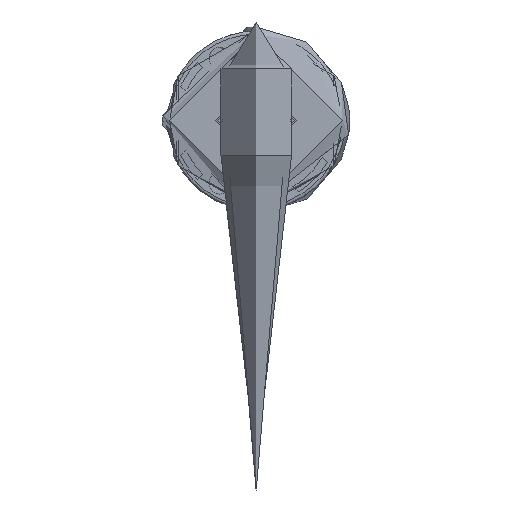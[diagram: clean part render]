
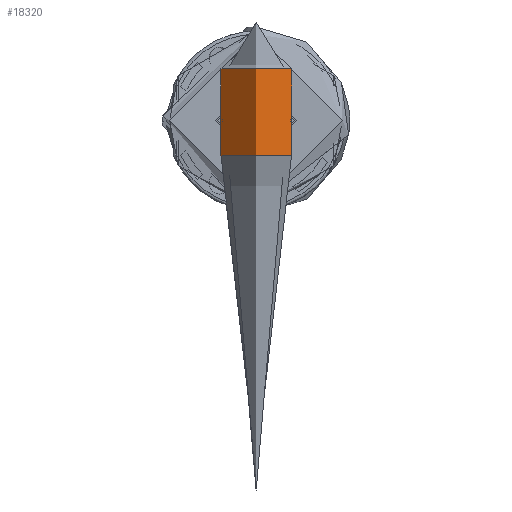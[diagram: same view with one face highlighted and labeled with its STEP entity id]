
A CAD part, left-side view. The second image highlights one B-rep face of the part: STEP entity #18320.
In plain terms, the highlighted cylindrical face has radius 9.8 mm (diameter 19.6 mm), a full revolution.
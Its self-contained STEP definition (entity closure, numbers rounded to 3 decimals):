
#242 = CIRCLE ( 'NONE', #2488, 9.8 ) ;
#291 = ORIENTED_EDGE ( 'NONE', *, *, #9307, .F. ) ;
#639 = CYLINDRICAL_SURFACE ( 'NONE', #12113, 9.8 ) ;
#972 = CARTESIAN_POINT ( 'NONE',  ( 4.638, 0., 40.4 ) ) ;
#1301 = ORIENTED_EDGE ( 'NONE', *, *, #7786, .T. ) ;
#1535 = DIRECTION ( 'NONE',  ( 0., 0., 1. ) ) ;
#1572 = CARTESIAN_POINT ( 'NONE',  ( -15.541, -9.8, 44.459 ) ) ;
#2488 = AXIS2_PLACEMENT_3D ( 'NONE', #6560, #9671, #3456 ) ;
#3201 = CARTESIAN_POINT ( 'NONE',  ( 4.638, 0., 50.2 ) ) ;
#3309 = AXIS2_PLACEMENT_3D ( 'NONE', #3201, #13764, #16822 ) ;
#3420 = EDGE_CURVE ( 'NONE', #9631, #9631, #242, .T. ) ;
#3456 = DIRECTION ( 'NONE',  ( 0., 0., -1. ) ) ;
#3986 = CARTESIAN_POINT ( 'NONE',  ( -15.541, 9.8, 44.459 ) ) ;
#4732 =( BOUNDED_CURVE ( )  B_SPLINE_CURVE ( 3, ( #16557, #9022, #1572, #13752 ),
 .UNSPECIFIED., .F., .F. ) 
 B_SPLINE_CURVE_WITH_KNOTS ( ( 4, 4 ),
 ( 0., 1.571 ),
 .UNSPECIFIED. ) 
 CURVE ( )  GEOMETRIC_REPRESENTATION_ITEM ( )  RATIONAL_B_SPLINE_CURVE ( ( 1., 0.805, 0.805, 1. ) ) 
 REPRESENTATION_ITEM ( '' )  );
#4837 =( BOUNDED_CURVE ( )  B_SPLINE_CURVE ( 3, ( #19043, #3986, #7101, #19115 ),
 .UNSPECIFIED., .F., .F. ) 
 B_SPLINE_CURVE_WITH_KNOTS ( ( 4, 4 ),
 ( 4.712, 6.283 ),
 .UNSPECIFIED. ) 
 CURVE ( )  GEOMETRIC_REPRESENTATION_ITEM ( )  RATIONAL_B_SPLINE_CURVE ( ( 1., 0.805, 0.805, 1. ) ) 
 REPRESENTATION_ITEM ( '' )  );
#5278 = ORIENTED_EDGE ( 'NONE', *, *, #10214, .T. ) ;
#5864 = EDGE_LOOP ( 'NONE', ( #291 ) ) ;
#5945 =( BOUNDED_CURVE ( )  B_SPLINE_CURVE ( 3, ( #13195, #17906, #8802, #7258 ),
 .UNSPECIFIED., .F., .F. ) 
 B_SPLINE_CURVE_WITH_KNOTS ( ( 4, 4 ),
 ( 4.712, 7.854 ),
 .UNSPECIFIED. ) 
 CURVE ( )  GEOMETRIC_REPRESENTATION_ITEM ( )  RATIONAL_B_SPLINE_CURVE ( ( 1., 0.333, 0.333, 1. ) ) 
 REPRESENTATION_ITEM ( '' )  );
#6560 = CARTESIAN_POINT ( 'NONE',  ( -19.6, 0., 50.2 ) ) ;
#7101 = CARTESIAN_POINT ( 'NONE',  ( -19.6, 5.741, 40.4 ) ) ;
#7258 = CARTESIAN_POINT ( 'NONE',  ( -9.8, 9.8, 50.2 ) ) ;
#7744 = VERTEX_POINT ( 'NONE', #972 ) ;
#7786 = EDGE_CURVE ( 'NONE', #8748, #7925, #5945, .T. ) ;
#7838 = DIRECTION ( 'NONE',  ( -1., 0., 0. ) ) ;
#7925 = VERTEX_POINT ( 'NONE', #14667 ) ;
#8748 = VERTEX_POINT ( 'NONE', #9533 ) ;
#8802 = CARTESIAN_POINT ( 'NONE',  ( 9.8, 9.8, 30.6 ) ) ;
#8965 = ORIENTED_EDGE ( 'NONE', *, *, #18821, .T. ) ;
#9022 = CARTESIAN_POINT ( 'NONE',  ( -19.6, -5.741, 40.4 ) ) ;
#9307 = EDGE_CURVE ( 'NONE', #7744, #7744, #9343, .T. ) ;
#9343 = CIRCLE ( 'NONE', #3309, 9.8 ) ;
#9533 = CARTESIAN_POINT ( 'NONE',  ( -9.8, -9.8, 50.2 ) ) ;
#9631 = VERTEX_POINT ( 'NONE', #13614 ) ;
#9671 = DIRECTION ( 'NONE',  ( 1., 0., 0. ) ) ;
#10214 = EDGE_CURVE ( 'NONE', #9631, #8748, #4732, .T. ) ;
#12113 = AXIS2_PLACEMENT_3D ( 'NONE', #13840, #7838, #1535 ) ;
#12364 = EDGE_LOOP ( 'NONE', ( #5278, #1301, #8965, #17918 ) ) ;
#13195 = CARTESIAN_POINT ( 'NONE',  ( -9.8, -9.8, 50.2 ) ) ;
#13614 = CARTESIAN_POINT ( 'NONE',  ( -19.6, 0., 40.4 ) ) ;
#13752 = CARTESIAN_POINT ( 'NONE',  ( -9.8, -9.8, 50.2 ) ) ;
#13764 = DIRECTION ( 'NONE',  ( 1., 0., 0. ) ) ;
#13840 = CARTESIAN_POINT ( 'NONE',  ( 4.638, 0., 50.2 ) ) ;
#14384 = FACE_OUTER_BOUND ( 'NONE', #12364, .T. ) ;
#14667 = CARTESIAN_POINT ( 'NONE',  ( -9.8, 9.8, 50.2 ) ) ;
#16557 = CARTESIAN_POINT ( 'NONE',  ( -19.6, 0., 40.4 ) ) ;
#16822 = DIRECTION ( 'NONE',  ( 0., 0., -1. ) ) ;
#17906 = CARTESIAN_POINT ( 'NONE',  ( 9.8, -9.8, 30.6 ) ) ;
#17918 = ORIENTED_EDGE ( 'NONE', *, *, #3420, .T. ) ;
#18161 = FACE_OUTER_BOUND ( 'NONE', #5864, .T. ) ;
#18320 = ADVANCED_FACE ( 'NONE', ( #18161, #14384 ), #639, .T. ) ;
#18821 = EDGE_CURVE ( 'NONE', #7925, #9631, #4837, .T. ) ;
#19043 = CARTESIAN_POINT ( 'NONE',  ( -9.8, 9.8, 50.2 ) ) ;
#19115 = CARTESIAN_POINT ( 'NONE',  ( -19.6, 0., 40.4 ) ) ;
